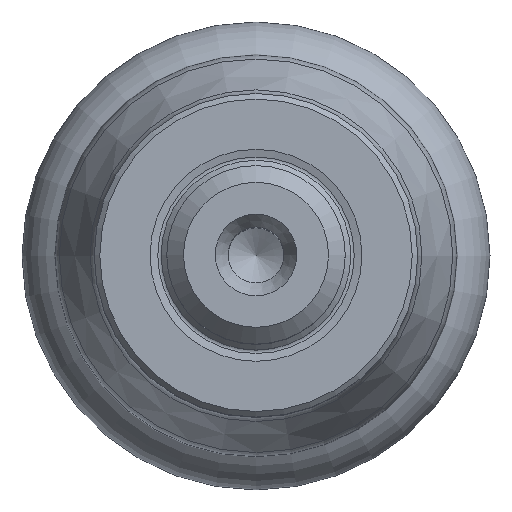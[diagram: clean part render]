
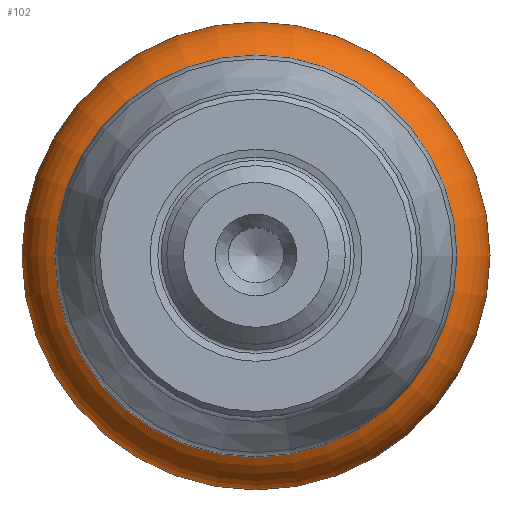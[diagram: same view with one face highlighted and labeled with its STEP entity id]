
A CAD part, top view. The second image highlights one B-rep face of the part: STEP entity #102.
In plain terms, the highlighted toroidal (fillet/blend) face has major radius 14.975 mm and minor radius 6 mm.
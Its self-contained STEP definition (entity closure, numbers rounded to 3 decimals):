
#54=VERTEX_LOOP('',#269);
#68=TOROIDAL_SURFACE('',#364,14.975,6.);
#102=ADVANCED_FACE('',(#152),#68,.T.);
#152=FACE_BOUND('',#54,.T.);
#269=VERTEX_POINT('',#535);
#364=AXIS2_PLACEMENT_3D('',#536,#461,#462);
#461=DIRECTION('',(0.,0.,-1.));
#462=DIRECTION('',(-1.,0.,0.));
#535=CARTESIAN_POINT('',(-20.975,0.,-36.));
#536=CARTESIAN_POINT('',(0.,0.,-36.));
